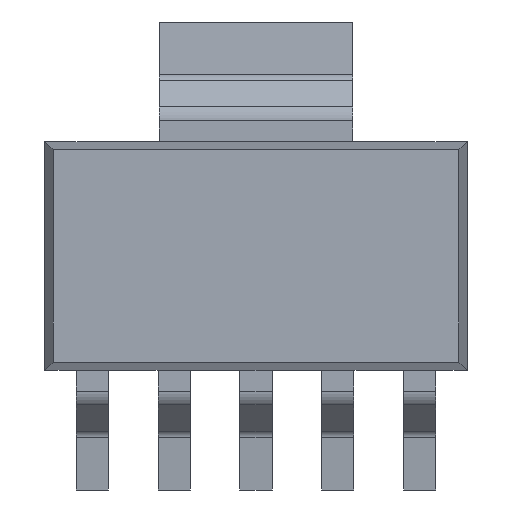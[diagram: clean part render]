
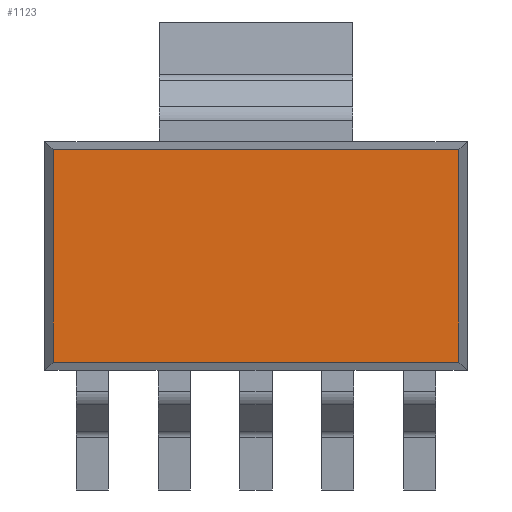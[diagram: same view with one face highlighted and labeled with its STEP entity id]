
A CAD part, top view. The second image highlights one B-rep face of the part: STEP entity #1123.
In plain terms, the highlighted planar face has unit normal (0, 0, 1).
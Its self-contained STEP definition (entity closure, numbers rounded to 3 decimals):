
#667 = VERTEX_POINT('',#668);
#668 = CARTESIAN_POINT('',(3.149,-1.649,1.82));
#674 = EDGE_CURVE('',#675,#667,#677,.T.);
#675 = VERTEX_POINT('',#676);
#676 = CARTESIAN_POINT('',(-3.149,-1.649,1.82));
#677 = LINE('',#678,#679);
#678 = CARTESIAN_POINT('',(3.275,-1.649,1.82));
#679 = VECTOR('',#680,1.);
#680 = DIRECTION('',(1.,0.,0.));
#1105 = EDGE_CURVE('',#1106,#675,#1108,.T.);
#1106 = VERTEX_POINT('',#1107);
#1107 = CARTESIAN_POINT('',(-3.149,1.649,1.82));
#1108 = LINE('',#1109,#1110);
#1109 = CARTESIAN_POINT('',(-3.149,1.775,1.82));
#1110 = VECTOR('',#1111,1.);
#1111 = DIRECTION('',(0.,-1.,0.));
#1123 = ADVANCED_FACE('',(#1124),#1142,.F.);
#1124 = FACE_BOUND('',#1125,.T.);
#1125 = EDGE_LOOP('',(#1126,#1134,#1140,#1141));
#1126 = ORIENTED_EDGE('',*,*,#1127,.T.);
#1127 = EDGE_CURVE('',#667,#1128,#1130,.T.);
#1128 = VERTEX_POINT('',#1129);
#1129 = CARTESIAN_POINT('',(3.149,1.649,1.82));
#1130 = LINE('',#1131,#1132);
#1131 = CARTESIAN_POINT('',(3.149,1.775,1.82));
#1132 = VECTOR('',#1133,1.);
#1133 = DIRECTION('',(0.,1.,0.));
#1134 = ORIENTED_EDGE('',*,*,#1135,.T.);
#1135 = EDGE_CURVE('',#1128,#1106,#1136,.T.);
#1136 = LINE('',#1137,#1138);
#1137 = CARTESIAN_POINT('',(3.275,1.649,1.82));
#1138 = VECTOR('',#1139,1.);
#1139 = DIRECTION('',(-1.,0.,0.));
#1140 = ORIENTED_EDGE('',*,*,#1105,.T.);
#1141 = ORIENTED_EDGE('',*,*,#674,.T.);
#1142 = PLANE('',#1143);
#1143 = AXIS2_PLACEMENT_3D('',#1144,#1145,#1146);
#1144 = CARTESIAN_POINT('',(3.275,1.775,1.82));
#1145 = DIRECTION('',(0.,0.,-1.));
#1146 = DIRECTION('',(0.,1.,0.));
